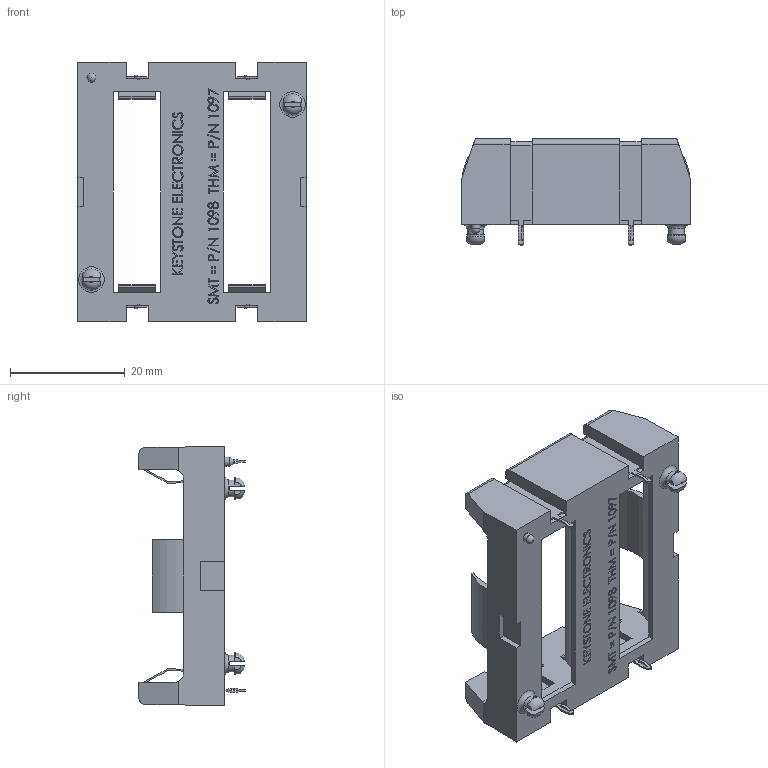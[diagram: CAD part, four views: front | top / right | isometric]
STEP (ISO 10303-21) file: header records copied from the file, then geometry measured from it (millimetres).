
FILE_DESCRIPTION (( 'STEP AP214' ), '1' );
FILE_NAME ('1097.STEP', '2014-09-24T18:17:38', ( '' ), ( '' ), 'SwSTEP 2.0', 'SolidWorks 2013', '' );
FILE_SCHEMA (( 'AUTOMOTIVE_DESIGN' ));
Length unit declared in the file: inch
Products named in the file (1): 1097
Bounding box: 39.78 x 18.47 x 45.15 mm (x, y, z)
Volume: 7156.2 mm3; surface area: 7442.3 mm2
Topology: 2 solids, 2 shells, 806 faces, 2234 edges, 1474 vertices
Faces by surface type: plane 573, bspline 149, cylinder 77, torus 6, sphere 1
Full cylindrical faces by diameter (mm): 1.575 x1, 2.921 x2
Entity records: 35761 total; most frequent: CARTESIAN_POINT 14418, ORIENTED_EDGE 4448, DIRECTION 3400, EDGE_CURVE 2224, VECTOR 1704, LINE 1704, VERTEX_POINT 1470, EDGE_LOOP 874
